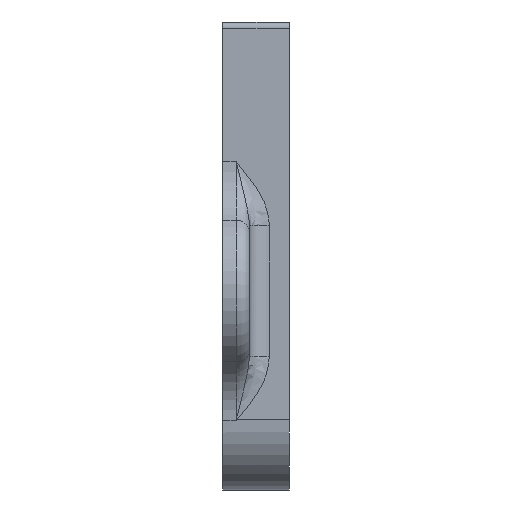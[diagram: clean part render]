
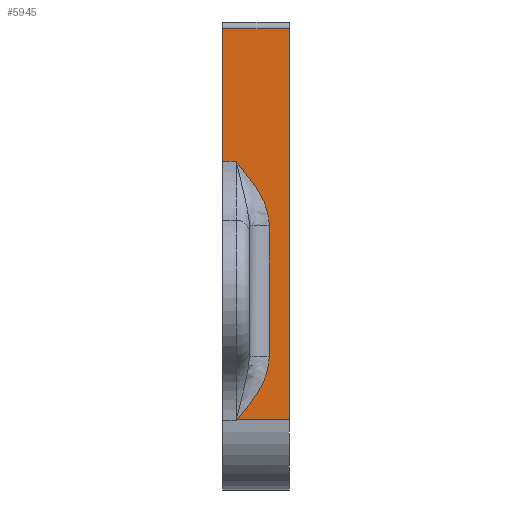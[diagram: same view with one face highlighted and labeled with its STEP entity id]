
A CAD part, left-side view. The second image highlights one B-rep face of the part: STEP entity #5945.
In plain terms, the highlighted planar face has unit normal (-1, 0, 0).
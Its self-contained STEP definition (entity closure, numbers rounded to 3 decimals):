
#5 = CARTESIAN_POINT ( 'NONE',  ( -0.6, 6.683, 11.387 ) ) ;
#207 = CARTESIAN_POINT ( 'NONE',  ( -0.6, 8., 48.996 ) ) ;
#233 = CARTESIAN_POINT ( 'NONE',  ( -0.6, 8., 48.996 ) ) ;
#234 = CARTESIAN_POINT ( 'NONE',  ( -0.6, 0., 10. ) ) ;
#441 = CARTESIAN_POINT ( 'NONE',  ( -0.6, 3.043, 18.626 ) ) ;
#469 = EDGE_CURVE ( 'NONE', #925, #4703, #3292, .T. ) ;
#488 = EDGE_CURVE ( 'NONE', #5493, #5205, #1845, .T. ) ;
#548 = VECTOR ( 'NONE', #1009, 1000. ) ;
#565 = CARTESIAN_POINT ( 'NONE',  ( -0.6, 6.398, 11.741 ) ) ;
#709 = CARTESIAN_POINT ( 'NONE',  ( -0.6, 7.398, 48.283 ) ) ;
#733 = CARTESIAN_POINT ( 'NONE',  ( -0.6, 10., 48.996 ) ) ;
#734 = DIRECTION ( 'NONE',  ( 0., -1., 0. ) ) ;
#772 = CARTESIAN_POINT ( 'NONE',  ( -0.6, 10., 69. ) ) ;
#773 = ORIENTED_EDGE ( 'NONE', *, *, #3078, .T. ) ;
#784 = B_SPLINE_CURVE_WITH_KNOTS ( 'NONE', 3,
 ( #207, #709, #6060, #1795, #5658, #4564, #3686, #4661, #831, #5564, #5595, #2762 ),
 .UNSPECIFIED., .F., .F.,
 ( 4, 2, 2, 2, 2, 4 ),
 ( 0., 0.003, 0.006, 0.008, 0.01, 0.011 ),
 .UNSPECIFIED. ) ;
#802 = ORIENTED_EDGE ( 'NONE', *, *, #3544, .T. ) ;
#831 = CARTESIAN_POINT ( 'NONE',  ( -0.6, 3.203, 41.103 ) ) ;
#862 = ORIENTED_EDGE ( 'NONE', *, *, #469, .T. ) ;
#863 = EDGE_CURVE ( 'NONE', #2791, #925, #2506, .T. ) ;
#925 = VERTEX_POINT ( 'NONE', #733 ) ;
#935 = CARTESIAN_POINT ( 'NONE',  ( -0.6, 7.263, 10.686 ) ) ;
#968 = CARTESIAN_POINT ( 'NONE',  ( -0.6, 5.046, 13.563 ) ) ;
#1009 = DIRECTION ( 'NONE',  ( 0., 0., -1. ) ) ;
#1066 = ORIENTED_EDGE ( 'NONE', *, *, #1409, .F. ) ;
#1086 = ORIENTED_EDGE ( 'NONE', *, *, #2926, .T. ) ;
#1200 = VERTEX_POINT ( 'NONE', #4545 ) ;
#1201 = FACE_OUTER_BOUND ( 'NONE', #4220, .T. ) ;
#1246 = LINE ( 'NONE', #5388, #3717 ) ;
#1373 = CARTESIAN_POINT ( 'NONE',  ( -0.6, 3., 19.551 ) ) ;
#1401 = CARTESIAN_POINT ( 'NONE',  ( -0.6, 6., 48.996 ) ) ;
#1409 = EDGE_CURVE ( 'NONE', #1200, #1731, #3047, .T. ) ;
#1651 = ORIENTED_EDGE ( 'NONE', *, *, #488, .T. ) ;
#1731 = VERTEX_POINT ( 'NONE', #234 ) ;
#1735 = AXIS2_PLACEMENT_3D ( 'NONE', #3590, #2600, #4059 ) ;
#1795 = CARTESIAN_POINT ( 'NONE',  ( -0.6, 5.65, 46.095 ) ) ;
#1845 = B_SPLINE_CURVE_WITH_KNOTS ( 'NONE', 3,
 ( #1373, #4697, #441, #3357, #4824, #3327, #2835, #968, #5258, #565, #5, #4286, #935, #5193, #3827, #2801, #4733, #5665 ),
 .UNSPECIFIED., .F., .F.,
 ( 4, 2, 2, 2, 2, 2, 2, 2, 4 ),
 ( 0., 0.001, 0.003, 0.006, 0.008, 0.01, 0.01, 0.011, 0.011 ),
 .UNSPECIFIED. ) ;
#2075 = LINE ( 'NONE', #3532, #6122 ) ;
#2097 = DIRECTION ( 'NONE',  ( 0., 0., -1. ) ) ;
#2312 = VECTOR ( 'NONE', #3858, 1000. ) ;
#2406 = VECTOR ( 'NONE', #2097, 1000. ) ;
#2506 = LINE ( 'NONE', #5306, #2406 ) ;
#2600 = DIRECTION ( 'NONE',  ( -1., 0., 0. ) ) ;
#2762 = CARTESIAN_POINT ( 'NONE',  ( -0.6, 3., 39.249 ) ) ;
#2791 = VERTEX_POINT ( 'NONE', #772 ) ;
#2801 = CARTESIAN_POINT ( 'NONE',  ( -0.6, 7.708, 10.167 ) ) ;
#2835 = CARTESIAN_POINT ( 'NONE',  ( -0.6, 4.128, 15.136 ) ) ;
#2926 = EDGE_CURVE ( 'NONE', #4703, #5752, #784, .T. ) ;
#2943 = CARTESIAN_POINT ( 'NONE',  ( -0.6, 3., 10. ) ) ;
#3047 = LINE ( 'NONE', #5412, #5795 ) ;
#3078 = EDGE_CURVE ( 'NONE', #5752, #5493, #6153, .T. ) ;
#3292 = LINE ( 'NONE', #1401, #2312 ) ;
#3327 = CARTESIAN_POINT ( 'NONE',  ( -0.6, 3.73, 15.976 ) ) ;
#3357 = CARTESIAN_POINT ( 'NONE',  ( -0.6, 3.198, 17.72 ) ) ;
#3532 = CARTESIAN_POINT ( 'NONE',  ( -0.6, 294.112, 10. ) ) ;
#3544 = EDGE_CURVE ( 'NONE', #1200, #2791, #1246, .T. ) ;
#3590 = CARTESIAN_POINT ( 'NONE',  ( -0.6, 294.112, 10. ) ) ;
#3686 = CARTESIAN_POINT ( 'NONE',  ( -0.6, 3.757, 42.894 ) ) ;
#3717 = VECTOR ( 'NONE', #4929, 1000. ) ;
#3827 = CARTESIAN_POINT ( 'NONE',  ( -0.6, 7.558, 10.339 ) ) ;
#3858 = DIRECTION ( 'NONE',  ( 0., -1., 0. ) ) ;
#4059 = DIRECTION ( 'NONE',  ( 0., 0., 1. ) ) ;
#4089 = PLANE ( 'NONE',  #1735 ) ;
#4100 = ORIENTED_EDGE ( 'NONE', *, *, #863, .T. ) ;
#4220 = EDGE_LOOP ( 'NONE', ( #862, #1086, #773, #1651, #6077, #1066, #802, #4100 ) ) ;
#4286 = CARTESIAN_POINT ( 'NONE',  ( -0.6, 7.117, 10.86 ) ) ;
#4545 = CARTESIAN_POINT ( 'NONE',  ( -0.6, 0., 69. ) ) ;
#4564 = CARTESIAN_POINT ( 'NONE',  ( -0.6, 4.16, 43.729 ) ) ;
#4661 = CARTESIAN_POINT ( 'NONE',  ( -0.6, 3.319, 41.559 ) ) ;
#4697 = CARTESIAN_POINT ( 'NONE',  ( -0.6, 3., 19.088 ) ) ;
#4703 = VERTEX_POINT ( 'NONE', #233 ) ;
#4733 = CARTESIAN_POINT ( 'NONE',  ( -0.6, 7.782, 10.08 ) ) ;
#4782 = EDGE_CURVE ( 'NONE', #5205, #1731, #2075, .T. ) ;
#4824 = CARTESIAN_POINT ( 'NONE',  ( -0.6, 3.31, 17.278 ) ) ;
#4929 = DIRECTION ( 'NONE',  ( 0., 1., 0. ) ) ;
#4953 = CARTESIAN_POINT ( 'NONE',  ( -0.6, 3., 19.551 ) ) ;
#5018 = CARTESIAN_POINT ( 'NONE',  ( -0.6, 7.865, 10. ) ) ;
#5193 = CARTESIAN_POINT ( 'NONE',  ( -0.6, 7.484, 10.425 ) ) ;
#5205 = VERTEX_POINT ( 'NONE', #5018 ) ;
#5258 = CARTESIAN_POINT ( 'NONE',  ( -0.6, 5.568, 12.821 ) ) ;
#5306 = CARTESIAN_POINT ( 'NONE',  ( -0.6, 10., 10. ) ) ;
#5378 = DIRECTION ( 'NONE',  ( 0., 0., -1. ) ) ;
#5388 = CARTESIAN_POINT ( 'NONE',  ( -0.6, 10., 69. ) ) ;
#5412 = CARTESIAN_POINT ( 'NONE',  ( -0.6, 0., 10. ) ) ;
#5493 = VERTEX_POINT ( 'NONE', #4953 ) ;
#5503 = CARTESIAN_POINT ( 'NONE',  ( -0.6, 3., 39.249 ) ) ;
#5564 = CARTESIAN_POINT ( 'NONE',  ( -0.6, 3.044, 40.185 ) ) ;
#5595 = CARTESIAN_POINT ( 'NONE',  ( -0.6, 3., 39.72 ) ) ;
#5658 = CARTESIAN_POINT ( 'NONE',  ( -0.6, 5.106, 45.33 ) ) ;
#5665 = CARTESIAN_POINT ( 'NONE',  ( -0.6, 7.865, 10. ) ) ;
#5752 = VERTEX_POINT ( 'NONE', #5503 ) ;
#5795 = VECTOR ( 'NONE', #5378, 1000. ) ;
#5945 = ADVANCED_FACE ( 'NONE', ( #1201 ), #4089, .T. ) ;
#6060 = CARTESIAN_POINT ( 'NONE',  ( -0.6, 6.794, 47.57 ) ) ;
#6077 = ORIENTED_EDGE ( 'NONE', *, *, #4782, .T. ) ;
#6122 = VECTOR ( 'NONE', #734, 1000. ) ;
#6153 = LINE ( 'NONE', #2943, #548 ) ;
